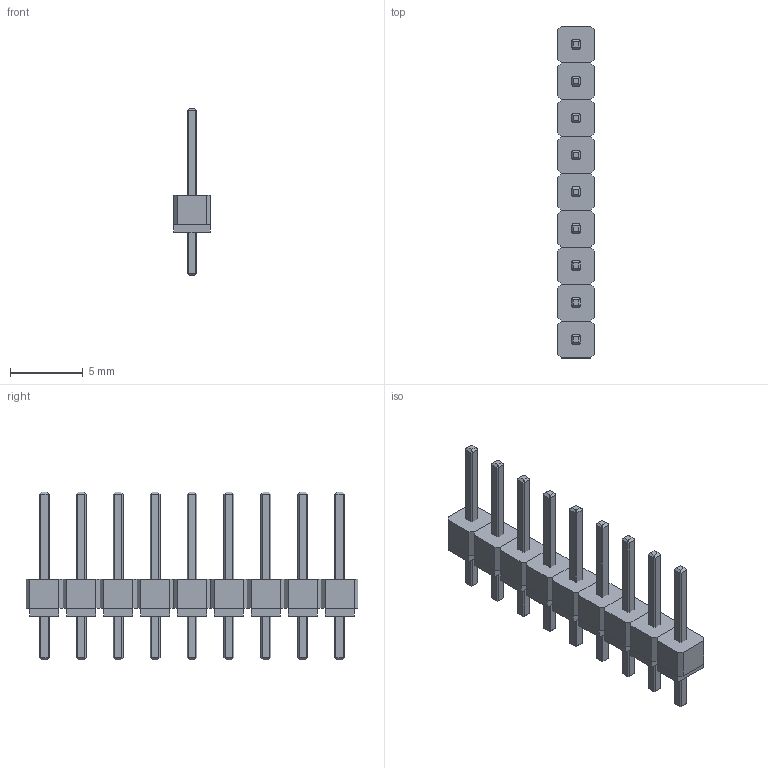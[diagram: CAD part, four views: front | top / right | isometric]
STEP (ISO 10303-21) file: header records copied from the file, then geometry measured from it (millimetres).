
FILE_DESCRIPTION(('FreeCAD Model'),'2;1');
FILE_NAME('Open CASCADE Shape Model','2024-07-23T12:04:55',('Author'),( ''),'Open CASCADE STEP processor 7.6','FreeCAD','Unknown');
FILE_SCHEMA(('AP242_MANAGED_MODEL_BASED_3D_ENGINEERING_MIM_LF. {1 0 10303 442 1 1 4 }'));
Length unit declared in the file: millimetre
Products named in the file (1): header
Bounding box: 2.54 x 22.86 x 11.54 mm (x, y, z)
Volume: 184.1 mm3; surface area: 593.5 mm2
Topology: 18 solids, 18 shells, 378 faces, 810 edges, 468 vertices
Faces by surface type: plane 378
Entity records: 12495 total; most frequent: CARTESIAN_POINT 1657, ORIENTED_EDGE 1620, DIRECTION 1568, EDGE_CURVE 810, LINE 810, VECTOR 810, VERTEX_POINT 468, PRESENTATION_STYLE_ASSIGNMENT 396
